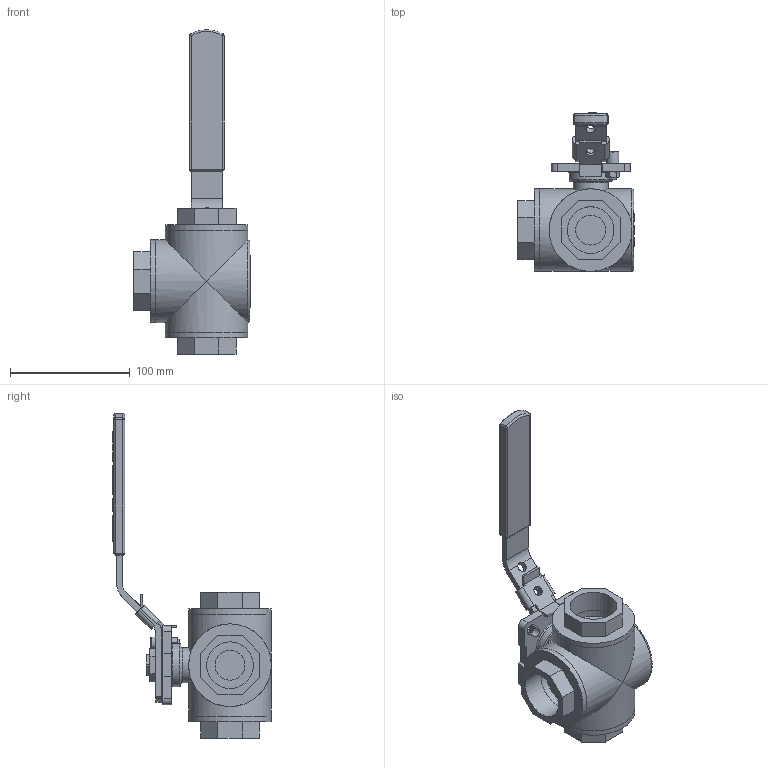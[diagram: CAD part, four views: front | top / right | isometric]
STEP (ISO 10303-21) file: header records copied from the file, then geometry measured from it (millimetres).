
FILE_DESCRIPTION(/* description */ ('780007'),/* implementation_level */ '2;1');
FILE_NAME(/* name */ '780007.stp',/* time_stamp */ '2019-06-18T15:59:37+02:00',/* author */ ('jmorand'),/* organization */ ('Sferaco'),/* preprocessor_version */ 'ST-DEVELOPER v17.2',/* originating_system */ 'Autodesk Inventor 2019',/* authorisation */ '');
FILE_SCHEMA (('AUTOMOTIVE_DESIGN { 1 0 10303 214 3 1 1 }'));
Length unit declared in the file: millimetre
Products named in the file (1): 780007_bd
Bounding box: 97.5 x 132.5 x 271 mm (x, y, z)
Volume: 517631 mm3; surface area: 119380.4 mm2
Topology: 12 solids, 12 shells, 971 faces, 2571 edges, 1711 vertices
Faces by surface type: plane 568, bspline 316, cylinder 66, sphere 8, cone 7, torus 6
Full cylindrical faces by diameter (mm): 4.917 x1, 6 x1, 8 x3, 10 x1, 13.835 x1, 18 x2, 25 x3, 28 x1, 29 x1, 33 x1, 36 x1, 38.952 x6, 69 x6
Entity records: 33629 total; most frequent: CARTESIAN_POINT 10453, ORIENTED_EDGE 5142, DIRECTION 3421, EDGE_CURVE 2571, LINE 1715, VECTOR 1715, VERTEX_POINT 1711, EDGE_LOOP 1086
